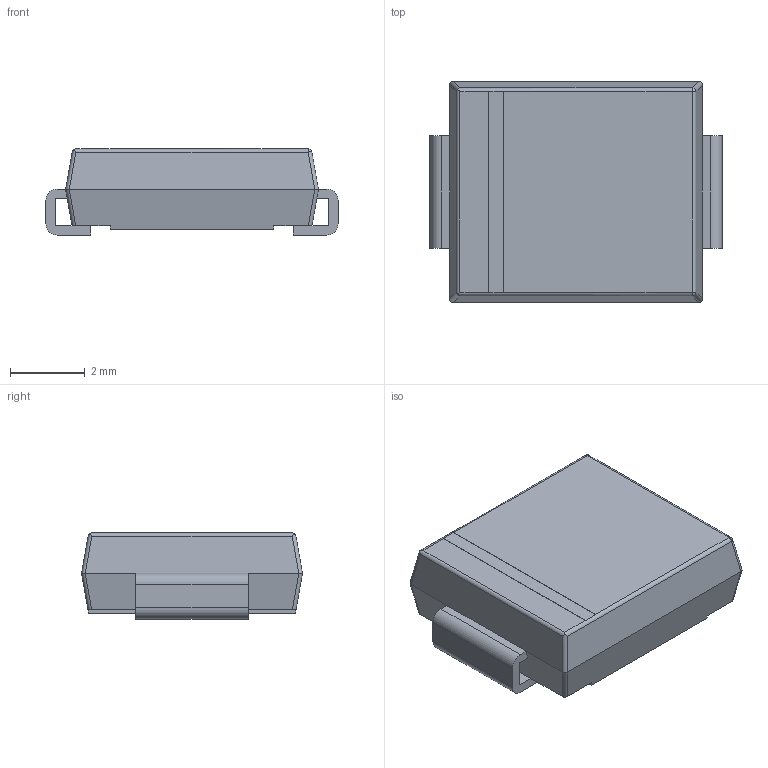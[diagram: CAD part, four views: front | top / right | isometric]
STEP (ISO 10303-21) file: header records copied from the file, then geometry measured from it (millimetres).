
FILE_DESCRIPTION (( 'STEP AP214' ), '1' );
FILE_NAME ('SMC_L6.8-W5.9-LS7.8-FD.STEP', '2021-09-05T13:05:09', ( '' ), ( '' ), 'SwSTEP 2.0', 'SolidWorks 2018', '' );
FILE_SCHEMA (( 'AUTOMOTIVE_DESIGN' ));
Length unit declared in the file: millimetre
Products named in the file (1): SMC_L6.8-W5.9-LS7.8-FD
Bounding box: 7.8 x 5.9 x 2.3 mm (x, y, z)
Volume: 82.9 mm3; surface area: 146.9 mm2
Topology: 1 solids, 1 shells, 117 faces, 314 edges, 202 vertices
Faces by surface type: plane 81, cylinder 20, bspline 14, sphere 2
Entity records: 5607 total; most frequent: CARTESIAN_POINT 1474, ORIENTED_EDGE 628, DIRECTION 506, EDGE_CURVE 314, LINE 246, VECTOR 246, VERTEX_POINT 202, AXIS2_PLACEMENT_3D 130
